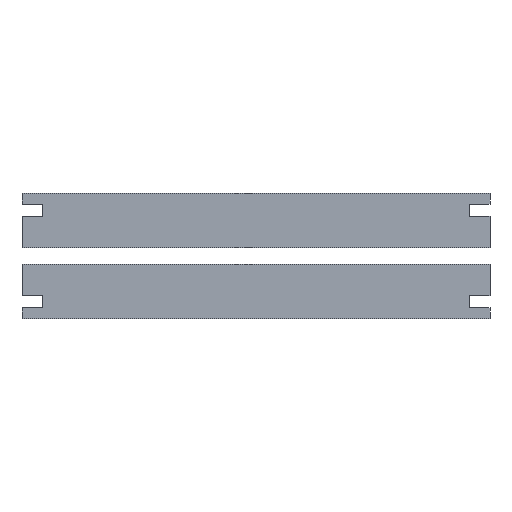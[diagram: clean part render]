
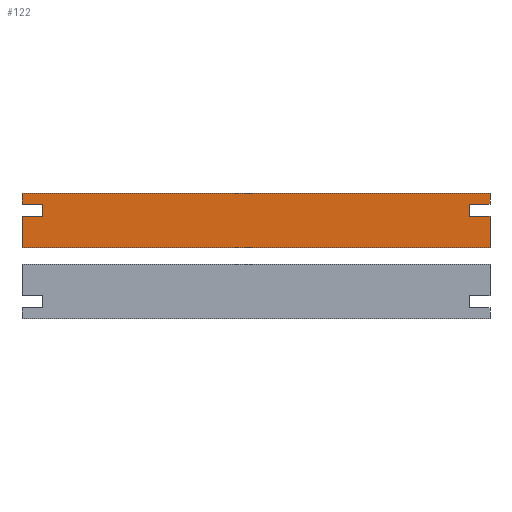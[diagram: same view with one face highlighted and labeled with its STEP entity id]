
A CAD part, top view. The second image highlights one B-rep face of the part: STEP entity #122.
In plain terms, the highlighted planar face has unit normal (0, 0, 1).
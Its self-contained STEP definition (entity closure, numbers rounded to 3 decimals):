
#122=ADVANCED_FACE('',(#227),#228,.F.);
#227=FACE_OUTER_BOUND('',#327,.T.);
#228=PLANE('',#328);
#327=EDGE_LOOP('',(#468,#469,#470,#471,#472,#473,#474,#475,#476,#477,#478,#479));
#328=AXIS2_PLACEMENT_3D('',#480,#481,#482);
#468=ORIENTED_EDGE('',*,*,#650,.T.);
#469=ORIENTED_EDGE('',*,*,#686,.T.);
#470=ORIENTED_EDGE('',*,*,#687,.T.);
#471=ORIENTED_EDGE('',*,*,#683,.T.);
#472=ORIENTED_EDGE('',*,*,#675,.T.);
#473=ORIENTED_EDGE('',*,*,#681,.T.);
#474=ORIENTED_EDGE('',*,*,#679,.T.);
#475=ORIENTED_EDGE('',*,*,#688,.T.);
#476=ORIENTED_EDGE('',*,*,#689,.T.);
#477=ORIENTED_EDGE('',*,*,#670,.T.);
#478=ORIENTED_EDGE('',*,*,#658,.T.);
#479=ORIENTED_EDGE('',*,*,#654,.T.);
#480=CARTESIAN_POINT('',(173.0,72.5,5.0));
#481=DIRECTION('',(0.0,0.0,-1.0));
#482=DIRECTION('',(1.0,0.0,0.0));
#650=EDGE_CURVE('',#750,#754,#756,.T.);
#654=EDGE_CURVE('',#759,#750,#762,.T.);
#658=EDGE_CURVE('',#765,#759,#768,.T.);
#670=EDGE_CURVE('',#788,#765,#789,.T.);
#675=EDGE_CURVE('',#792,#794,#796,.T.);
#679=EDGE_CURVE('',#798,#800,#802,.T.);
#681=EDGE_CURVE('',#794,#798,#804,.T.);
#683=EDGE_CURVE('',#806,#792,#807,.T.);
#686=EDGE_CURVE('',#754,#810,#811,.T.);
#687=EDGE_CURVE('',#810,#806,#812,.T.);
#688=EDGE_CURVE('',#800,#813,#814,.T.);
#689=EDGE_CURVE('',#813,#788,#815,.T.);
#750=VERTEX_POINT('',#900);
#754=VERTEX_POINT('',#906);
#756=LINE('',#909,#910);
#759=VERTEX_POINT('',#913);
#762=LINE('',#918,#919);
#765=VERTEX_POINT('',#922);
#768=LINE('',#927,#928);
#788=VERTEX_POINT('',#957);
#789=LINE('',#958,#959);
#792=VERTEX_POINT('',#963);
#794=VERTEX_POINT('',#966);
#796=LINE('',#969,#970);
#798=VERTEX_POINT('',#972);
#800=VERTEX_POINT('',#975);
#802=LINE('',#978,#979);
#804=LINE('',#981,#982);
#806=VERTEX_POINT('',#984);
#807=LINE('',#985,#986);
#810=VERTEX_POINT('',#990);
#811=LINE('',#991,#992);
#812=LINE('',#993,#994);
#813=VERTEX_POINT('',#995);
#814=LINE('',#996,#997);
#815=LINE('',#998,#999);
#900=CARTESIAN_POINT('',(331.0,84.5,5.0));
#906=CARTESIAN_POINT('',(346.0,84.5,5.0));
#909=CARTESIAN_POINT('',(255.75,84.5,5.0));
#910=VECTOR('',#1123,1.0);
#913=CARTESIAN_POINT('',(331.0,75.5,5.0));
#918=CARTESIAN_POINT('',(331.0,76.25,5.0));
#919=VECTOR('',#1126,1.0);
#922=CARTESIAN_POINT('',(346.0,75.5,5.0));
#927=CARTESIAN_POINT('',(255.75,75.5,5.0));
#928=VECTOR('',#1129,1.0);
#957=CARTESIAN_POINT('',(346.0,52.5,5.0));
#958=CARTESIAN_POINT('',(346.0,72.5,5.0));
#959=VECTOR('',#1139,1.0);
#963=CARTESIAN_POINT('',(0.0,84.5,5.0));
#966=CARTESIAN_POINT('',(15.0,84.5,5.0));
#969=CARTESIAN_POINT('',(90.25,84.5,5.0));
#970=VECTOR('',#1143,1.0);
#972=CARTESIAN_POINT('',(15.0,75.5,5.0));
#975=CARTESIAN_POINT('',(0.0,75.5,5.0));
#978=CARTESIAN_POINT('',(90.25,75.5,5.0));
#979=VECTOR('',#1146,1.0);
#981=CARTESIAN_POINT('',(15.0,76.25,5.0));
#982=VECTOR('',#1147,1.0);
#984=CARTESIAN_POINT('',(0.0,92.5,5.0));
#985=CARTESIAN_POINT('',(0.0,72.5,5.0));
#986=VECTOR('',#1148,1.0);
#990=CARTESIAN_POINT('',(346.0,92.5,5.0));
#991=CARTESIAN_POINT('',(346.0,72.5,5.0));
#992=VECTOR('',#1150,1.0);
#993=CARTESIAN_POINT('',(173.0,92.5,5.0));
#994=VECTOR('',#1151,1.0);
#995=CARTESIAN_POINT('',(0.0,52.5,5.0));
#996=CARTESIAN_POINT('',(0.0,72.5,5.0));
#997=VECTOR('',#1152,1.0);
#998=CARTESIAN_POINT('',(173.0,52.5,5.0));
#999=VECTOR('',#1153,1.0);
#1123=DIRECTION('',(1.0,0.0,0.0));
#1126=DIRECTION('',(-0.0,1.0,0.0));
#1129=DIRECTION('',(-1.0,0.0,0.0));
#1139=DIRECTION('',(0.0,1.0,0.0));
#1143=DIRECTION('',(1.0,0.0,0.0));
#1146=DIRECTION('',(-1.0,0.0,0.0));
#1147=DIRECTION('',(-0.0,-1.0,-0.0));
#1148=DIRECTION('',(0.0,-1.0,0.0));
#1150=DIRECTION('',(0.0,1.0,0.0));
#1151=DIRECTION('',(-1.0,0.0,0.0));
#1152=DIRECTION('',(0.0,-1.0,0.0));
#1153=DIRECTION('',(1.0,0.0,0.0));
